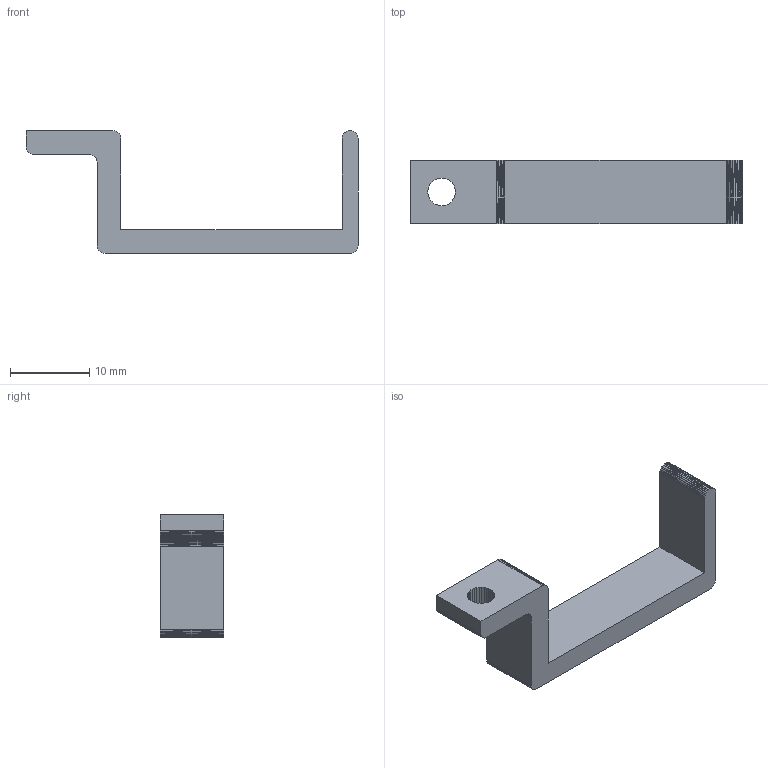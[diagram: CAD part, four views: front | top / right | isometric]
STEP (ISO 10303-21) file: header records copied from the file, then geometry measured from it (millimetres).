
FILE_DESCRIPTION(('FreeCAD Model'),'2;1');
FILE_NAME('./VORON-0/STLs/V0_Crew_Mods/SSR Clip.step', '2020-04-30T21:53:18',('FreeCAD'),('FreeCAD'), 'Open CASCADE STEP processor 7.3','FreeCAD','Unknown');
FILE_SCHEMA(('AUTOMOTIVE_DESIGN { 1 0 10303 214 1 1 1 1 }'));
Length unit declared in the file: millimetre
Products named in the file (1): Open CASCADE STEP translator 7.3 1
Bounding box: 42 x 8 x 15.5 mm (x, y, z)
Surface area: 1484.4 mm2 (no closed solid volume)
Topology: 0 solids, 1 shells, 228 faces, 455 edges, 229 vertices
Faces by surface type: plane 228
Entity records: 5489 total; most frequent: CARTESIAN_POINT 913, DIRECTION 913, ORIENTED_EDGE 910, EDGE_CURVE 455, LINE 455, VECTOR 455, FACE_BOUND 230, EDGE_LOOP 230
